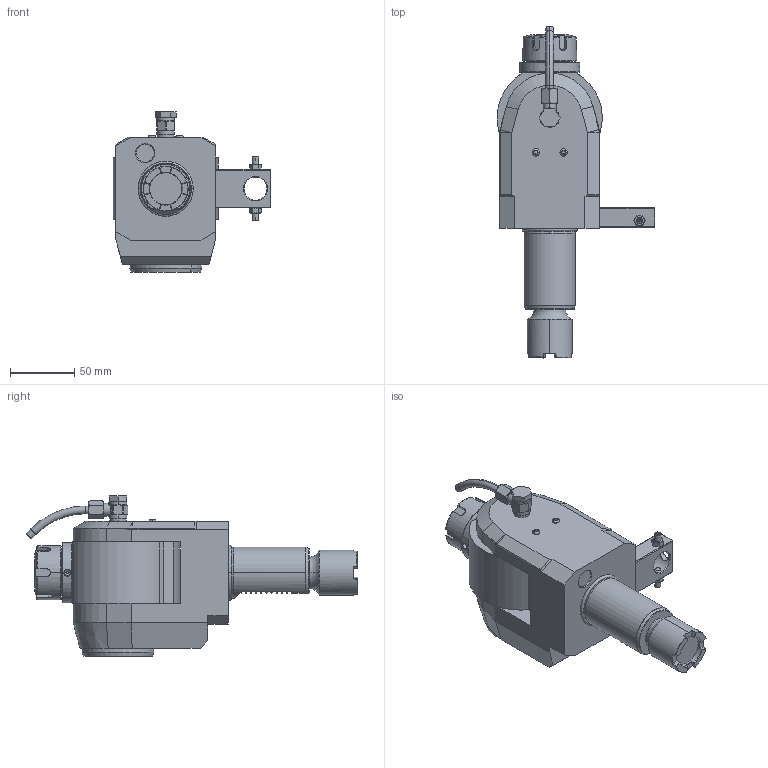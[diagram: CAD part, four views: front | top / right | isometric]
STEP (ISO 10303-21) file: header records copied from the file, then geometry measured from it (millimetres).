
FILE_DESCRIPTION((''),'2;1');
FILE_NAME('NGT1_40_551_25_2JB','2021-08-20T',('vali'),('NOVA GRUP'),'PRO/ENGINEER BY PARAMETRIC TECHNOLOGY CORPORATION, 2010280','PRO/ENGINEER BY PARAMETRIC TECHNOLOGY CORPORATION, 2010280','');
FILE_SCHEMA(('CONFIG_CONTROL_DESIGN'));
Length unit declared in the file: millimetre
Products named in the file (1): NGT1_40_551_25_2JB
Bounding box: 122.99 x 258.67 x 124.9 mm (x, y, z)
Volume: 971574.7 mm3; surface area: 89754.8 mm2
Topology: 1 solids, 2 shells, 617 faces, 1545 edges, 951 vertices
Faces by surface type: plane 258, cylinder 138, bspline 102, cone 81, torus 38
Entity records: 27613 total; most frequent: CARTESIAN_POINT 13988, ORIENTED_EDGE 3066, DIRECTION 2413, EDGE_CURVE 1533, VERTEX_POINT 951, AXIS2_PLACEMENT_3D 860, VECTOR 693, LINE 693
